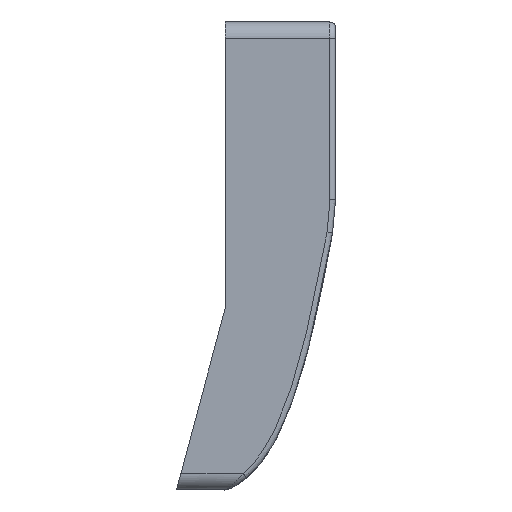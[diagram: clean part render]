
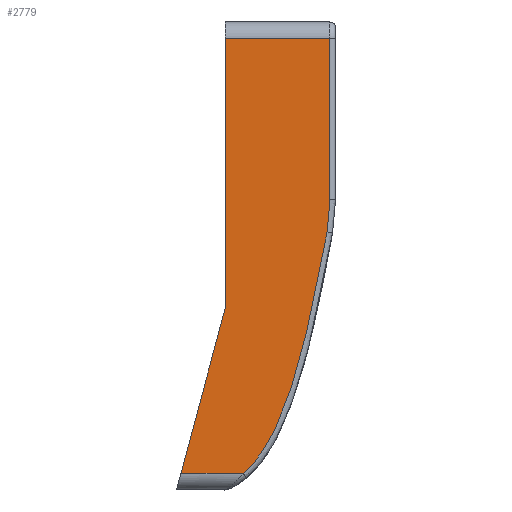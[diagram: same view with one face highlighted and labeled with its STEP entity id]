
A CAD part, left-side view. The second image highlights one B-rep face of the part: STEP entity #2779.
In plain terms, the highlighted planar face has unit normal (-1, 0, 0).
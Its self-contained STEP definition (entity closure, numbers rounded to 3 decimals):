
#239=LINE('',#5680,#389);
#241=LINE('',#6107,#391);
#242=LINE('',#6110,#392);
#243=LINE('',#6112,#393);
#244=LINE('',#6113,#394);
#389=VECTOR('',#3539,10.);
#391=VECTOR('',#3569,10.);
#392=VECTOR('',#3572,10.);
#393=VECTOR('',#3573,10.);
#394=VECTOR('',#3574,10.);
#470=PLANE('',#3024);
#593=FACE_OUTER_BOUND('',#760,.T.);
#760=EDGE_LOOP('',(#2364,#2365,#2366,#2367,#2368,#2369,#2370));
#1045=B_SPLINE_CURVE_WITH_KNOTS('',3,(#5823,#5824,#5825,#5826,#5827,#5828,
#5829,#5830,#5831),.UNSPECIFIED.,.F.,.F.,(4,1,1,1,1,1,4),(-4.719,
-4.213,-4.045,-3.371,-2.022,
-1.011,-0.005),.UNSPECIFIED.);
#1059=B_SPLINE_CURVE_WITH_KNOTS('',3,(#6094,#6095,#6096,#6097),
 .UNSPECIFIED.,.F.,.F.,(4,4),(0.005,0.593),
 .UNSPECIFIED.);
#1283=VERTEX_POINT('',#5678);
#1284=VERTEX_POINT('',#5679);
#1287=VERTEX_POINT('',#5781);
#1288=VERTEX_POINT('',#5822);
#1300=VERTEX_POINT('',#6105);
#1301=VERTEX_POINT('',#6109);
#1302=VERTEX_POINT('',#6111);
#1650=EDGE_CURVE('',#1283,#1284,#239,.T.);
#1655=EDGE_CURVE('',#1288,#1287,#1045,.T.);
#1675=EDGE_CURVE('',#1287,#1283,#1059,.T.);
#1680=EDGE_CURVE('',#1284,#1300,#241,.T.);
#1681=EDGE_CURVE('',#1300,#1301,#242,.T.);
#1682=EDGE_CURVE('',#1301,#1302,#243,.T.);
#1683=EDGE_CURVE('',#1302,#1288,#244,.T.);
#2364=ORIENTED_EDGE('',*,*,#1650,.T.);
#2365=ORIENTED_EDGE('',*,*,#1680,.T.);
#2366=ORIENTED_EDGE('',*,*,#1681,.T.);
#2367=ORIENTED_EDGE('',*,*,#1682,.T.);
#2368=ORIENTED_EDGE('',*,*,#1683,.T.);
#2369=ORIENTED_EDGE('',*,*,#1655,.T.);
#2370=ORIENTED_EDGE('',*,*,#1675,.T.);
#2779=ADVANCED_FACE('',(#593),#470,.F.);
#3024=AXIS2_PLACEMENT_3D('',#6108,#3570,#3571);
#3539=DIRECTION('',(0.,0.,1.));
#3569=DIRECTION('',(0.,1.,0.));
#3570=DIRECTION('center_axis',(1.,0.,0.));
#3571=DIRECTION('ref_axis',(0.,0.,1.));
#3572=DIRECTION('',(0.,0.,-1.));
#3573=DIRECTION('',(0.,0.259,-0.966));
#3574=DIRECTION('',(0.,-1.,0.));
#5678=CARTESIAN_POINT('',(-164.2,-19.,7.731));
#5679=CARTESIAN_POINT('',(-164.2,-19.,37.));
#5680=CARTESIAN_POINT('',(-164.2,-19.,-0.794));
#5781=CARTESIAN_POINT('',(-164.2,-18.485,1.867));
#5822=CARTESIAN_POINT('',(-164.2,-3.217,-42.));
#5823=CARTESIAN_POINT('Ctrl Pts',(-164.2,-3.217,-42.));
#5824=CARTESIAN_POINT('Ctrl Pts',(-164.2,-4.506,-40.914));
#5825=CARTESIAN_POINT('Ctrl Pts',(-164.2,-5.97,-39.186));
#5826=CARTESIAN_POINT('Ctrl Pts',(-164.2,-8.396,-35.4));
#5827=CARTESIAN_POINT('Ctrl Pts',(-164.2,-11.462,-28.745));
#5828=CARTESIAN_POINT('Ctrl Pts',(-164.2,-14.225,-18.993));
#5829=CARTESIAN_POINT('Ctrl Pts',(-164.2,-16.621,-8.042));
#5830=CARTESIAN_POINT('Ctrl Pts',(-164.2,-17.885,-1.434));
#5831=CARTESIAN_POINT('Ctrl Pts',(-164.2,-18.485,1.867));
#6094=CARTESIAN_POINT('Ctrl Pts',(-164.2,-18.485,1.867));
#6095=CARTESIAN_POINT('Ctrl Pts',(-164.2,-18.656,3.822));
#6096=CARTESIAN_POINT('Ctrl Pts',(-164.2,-18.828,5.777));
#6097=CARTESIAN_POINT('Ctrl Pts',(-164.2,-19.,7.731));
#6105=CARTESIAN_POINT('',(-164.2,0.,37.));
#6107=CARTESIAN_POINT('',(-164.2,0.,37.));
#6108=CARTESIAN_POINT('Origin',(-164.2,0.,-20.));
#6109=CARTESIAN_POINT('',(-164.2,0.,-11.89));
#6110=CARTESIAN_POINT('',(-164.2,0.,40.));
#6111=CARTESIAN_POINT('',(-164.2,8.068,-42.));
#6112=CARTESIAN_POINT('',(-164.2,-0.136,-11.381));
#6113=CARTESIAN_POINT('',(-164.2,-1.979,-42.));
